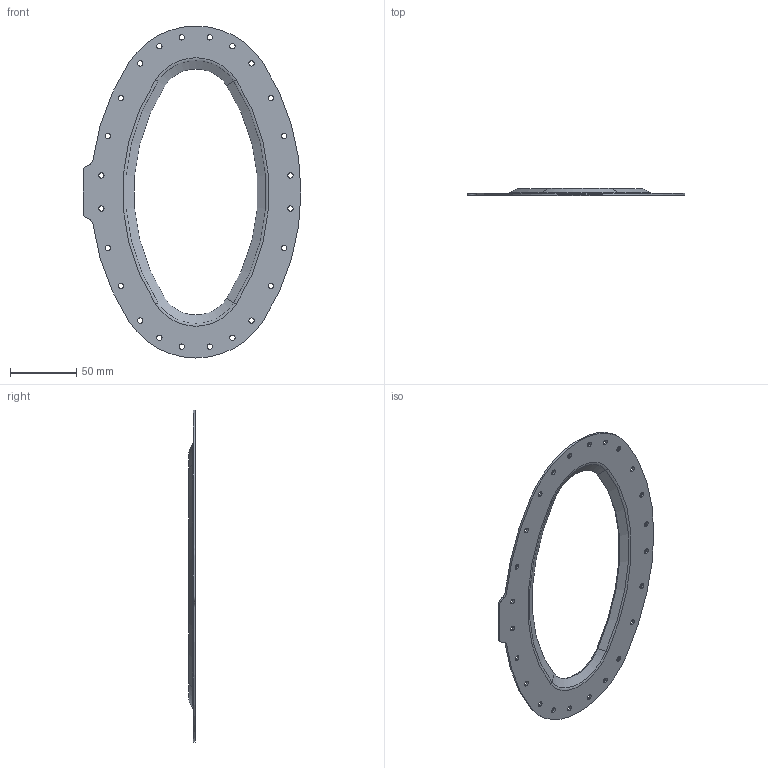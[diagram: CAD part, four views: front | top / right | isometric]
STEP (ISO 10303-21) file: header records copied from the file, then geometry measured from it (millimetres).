
FILE_DESCRIPTION(/* description */ (''),/* implementation_level */ '2;1');
FILE_NAME(/* name */ 'Val14.stp',/* time_stamp */ '2020-12-28T16:20:39-05:00',/* author */ ('Morty'),/* organization */ (''),/* preprocessor_version */ 'ST-DEVELOPER v18.1',/* originating_system */ 'Autodesk Inventor 2021',/* authorisation */ '');
FILE_SCHEMA (('AUTOMOTIVE_DESIGN { 1 0 10303 214 3 1 1 }'));
Length unit declared in the file: millimetre
Products named in the file (1): Val14
Bounding box: 164.13 x 5 x 250 mm (x, y, z)
Volume: 26943.4 mm3; surface area: 38040.7 mm2
Topology: 1 solids, 1 shells, 56 faces, 146 edges, 92 vertices
Faces by surface type: cylinder 33, cone 12, torus 8, plane 3
Full cylindrical faces by diameter (mm): 4 x24
Entity records: 1901 total; most frequent: DIRECTION 358, CARTESIAN_POINT 295, ORIENTED_EDGE 292, AXIS2_PLACEMENT_3D 155, EDGE_CURVE 146, EDGE_LOOP 106, CIRCLE 98, VERTEX_POINT 92
